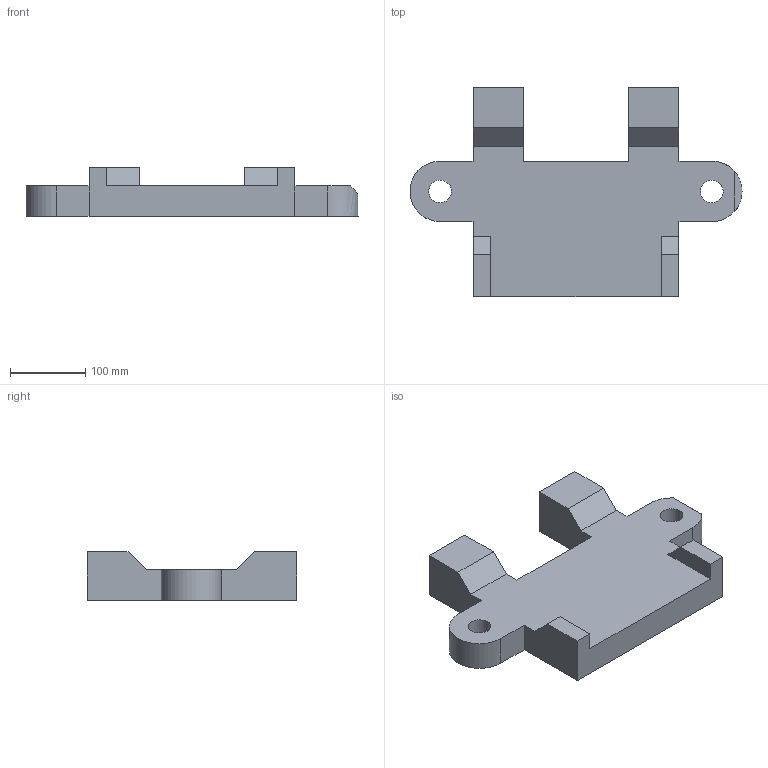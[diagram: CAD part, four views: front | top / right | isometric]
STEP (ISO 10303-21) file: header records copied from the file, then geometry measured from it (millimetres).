
FILE_DESCRIPTION(/* description */ (''),/* implementation_level */ '2;1');
FILE_NAME(/* name */ 'E-TKT_024-structure_K_top_screenholder',/* time_stamp */ '2023-04-19T16:06:49-03:00',/* author */ (''),/* organization */ (''),/* preprocessor_version */ 'ST-DEVELOPER v16.5',/* originating_system */ '',/* authorisation */ '');
FILE_SCHEMA (('AUTOMOTIVE_DESIGN'));
Length unit declared in the file: centimetre
Products named in the file (1): Document
Bounding box: 440 x 278 x 64 mm (x, y, z)
Volume: 3049522.4 mm3; surface area: 236534 mm2
Topology: 1 solids, 1 shells, 36 faces, 96 edges, 64 vertices
Faces by surface type: plane 22, bspline 14
Entity records: 1160 total; most frequent: CARTESIAN_POINT 529, ORIENTED_EDGE 192, EDGE_CURVE 96, B_SPLINE_CURVE_WITH_KNOTS 64, VERTEX_POINT 64, EDGE_LOOP 42, ADVANCED_FACE 36, FACE_OUTER_BOUND 36
